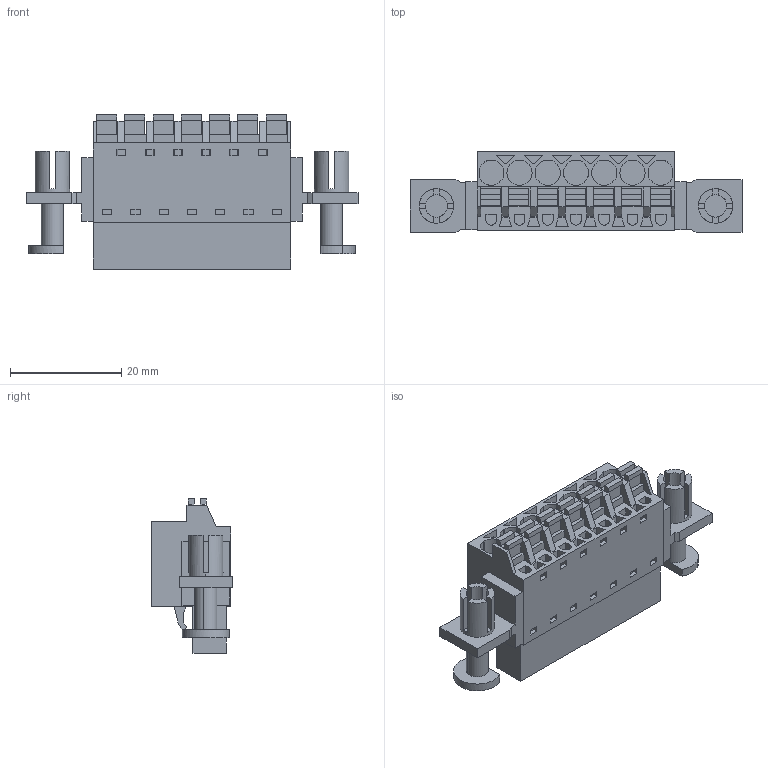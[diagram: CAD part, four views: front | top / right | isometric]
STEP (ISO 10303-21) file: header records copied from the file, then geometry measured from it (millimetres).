
FILE_DESCRIPTION(('CATIA V5R24 STEP','CAx-IF Rec.Pracs.--- Model Styling and Organization---1.2---2011-12-15'),'2;1');
FILE_NAME ('D1451310_0_1353290000_1353290000.stp','2017-05-02T11:40:29+00:00',('none'),('Weidmueller'),'CATIA Version 5-6 Release 2014 SP4 HF52','CATIA V5 STEP AP214','none');
FILE_SCHEMA(('AUTOMOTIVE_DESIGN { 1 0 10303 214 1 1 1 1 }'));
Length unit declared in the file: millimetre
Products named in the file (1): 1353290000
Bounding box: 59.71 x 14.5 x 27.73 mm (x, y, z)
Volume: 9714.2 mm3; surface area: 7589 mm2
Topology: 10 solids, 10 shells, 661 faces, 1886 edges, 1296 vertices
Faces by surface type: plane 594, cylinder 66, extrusion 1
Entity records: 21207 total; most frequent: CARTESIAN_POINT 3977, ORIENTED_EDGE 3772, DIRECTION 2763, EDGE_CURVE 1886, VECTOR 1727, LINE 1726, VERTEX_POINT 1296, EDGE_LOOP 740
